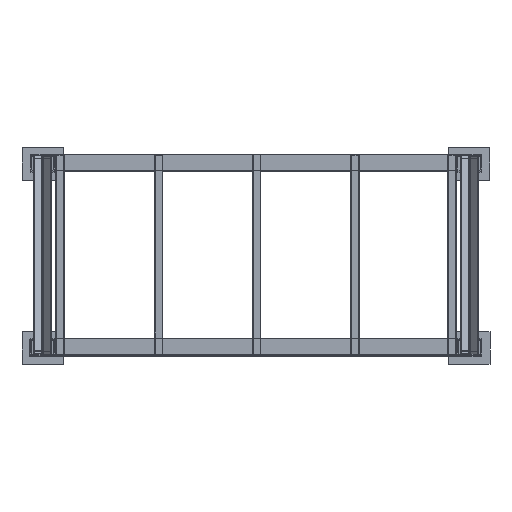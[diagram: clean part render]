
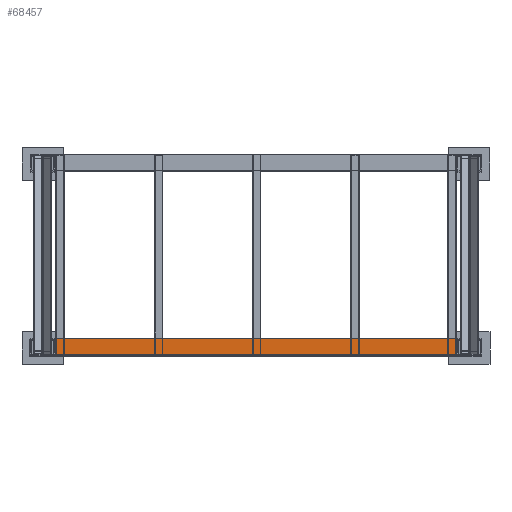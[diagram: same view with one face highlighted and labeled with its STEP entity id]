
A CAD part, top view. The second image highlights one B-rep face of the part: STEP entity #68457.
In plain terms, the highlighted free-form (B-spline) face has degree [1, 1] with [2, 2] control points.
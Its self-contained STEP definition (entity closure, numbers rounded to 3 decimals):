
#68219 = VERTEX_POINT('',#68220);
#68220 = CARTESIAN_POINT('',(-99.459,-44.721,
    6203.531));
#68241 = VERTEX_POINT('',#68242);
#68242 = CARTESIAN_POINT('',(-3236.331,-44.721,
    6203.531));
#68269 = EDGE_CURVE('',#68270,#68272,#68274,.T.);
#68270 = VERTEX_POINT('',#68271);
#68271 = CARTESIAN_POINT('',(-3236.331,-43.951,
    6203.531));
#68272 = VERTEX_POINT('',#68273);
#68273 = CARTESIAN_POINT('',(-3230.684,-43.951,
    6203.531));
#68274 = B_SPLINE_CURVE_WITH_KNOTS('',1,(#68275,#68276),.UNSPECIFIED.,
  .F.,.F.,(2,2),(0.,4.4),.PIECEWISE_BEZIER_KNOTS.);
#68275 = CARTESIAN_POINT('',(-3236.331,-43.951,
    6203.531));
#68276 = CARTESIAN_POINT('',(-3230.684,-43.951,
    6203.531));
#68307 = VERTEX_POINT('',#68308);
#68308 = CARTESIAN_POINT('',(-105.107,-43.951,
    6203.531));
#68316 = EDGE_CURVE('',#68317,#68307,#68319,.T.);
#68317 = VERTEX_POINT('',#68318);
#68318 = CARTESIAN_POINT('',(-99.459,-43.951,
    6203.531));
#68319 = B_SPLINE_CURVE_WITH_KNOTS('',1,(#68320,#68321),.UNSPECIFIED.,
  .F.,.F.,(2,2),(0.,4.4),.PIECEWISE_BEZIER_KNOTS.);
#68320 = CARTESIAN_POINT('',(-99.459,-43.951,
    6203.531));
#68321 = CARTESIAN_POINT('',(-105.107,-43.951,
    6203.531));
#68344 = VERTEX_POINT('',#68345);
#68345 = CARTESIAN_POINT('',(-3230.684,77.981,
    6203.531));
#68352 = EDGE_CURVE('',#68353,#68344,#68355,.T.);
#68353 = VERTEX_POINT('',#68354);
#68354 = CARTESIAN_POINT('',(-105.107,77.981,
    6203.531));
#68355 = B_SPLINE_CURVE_WITH_KNOTS('',1,(#68356,#68357),.UNSPECIFIED.,
  .F.,.F.,(2,2),(-1217.6,1217.6),.PIECEWISE_BEZIER_KNOTS.);
#68356 = CARTESIAN_POINT('',(-105.107,77.981,
    6203.531));
#68357 = CARTESIAN_POINT('',(-3230.684,77.981,
    6203.531));
#68380 = EDGE_CURVE('',#68219,#68317,#68381,.T.);
#68381 = B_SPLINE_CURVE_WITH_KNOTS('',1,(#68382,#68383),.UNSPECIFIED.,
  .F.,.F.,(2,2),(-45.6,-45.),.PIECEWISE_BEZIER_KNOTS.);
#68382 = CARTESIAN_POINT('',(-99.459,-44.721,
    6203.531));
#68383 = CARTESIAN_POINT('',(-99.459,-43.951,
    6203.531));
#68399 = EDGE_CURVE('',#68270,#68241,#68400,.T.);
#68400 = B_SPLINE_CURVE_WITH_KNOTS('',1,(#68401,#68402),.UNSPECIFIED.,
  .F.,.F.,(2,2),(45.,45.6),.PIECEWISE_BEZIER_KNOTS.);
#68401 = CARTESIAN_POINT('',(-3236.331,-43.951,
    6203.531));
#68402 = CARTESIAN_POINT('',(-3236.331,-44.721,
    6203.531));
#68457 = ADVANCED_FACE('',(#68458),#68480,.F.);
#68458 = FACE_BOUND('',#68459,.T.);
#68459 = EDGE_LOOP('',(#68460,#68465,#68466,#68467,#68472,#68473,#68478,
    #68479));
#68460 = ORIENTED_EDGE('',*,*,#68461,.F.);
#68461 = EDGE_CURVE('',#68219,#68241,#68462,.T.);
#68462 = B_SPLINE_CURVE_WITH_KNOTS('',1,(#68463,#68464),.UNSPECIFIED.,
  .F.,.F.,(2,2),(-1222.,1222.),.PIECEWISE_BEZIER_KNOTS.);
#68463 = CARTESIAN_POINT('',(-99.459,-44.721,
    6203.531));
#68464 = CARTESIAN_POINT('',(-3236.331,-44.721,
    6203.531));
#68465 = ORIENTED_EDGE('',*,*,#68380,.T.);
#68466 = ORIENTED_EDGE('',*,*,#68316,.T.);
#68467 = ORIENTED_EDGE('',*,*,#68468,.F.);
#68468 = EDGE_CURVE('',#68353,#68307,#68469,.T.);
#68469 = B_SPLINE_CURVE_WITH_KNOTS('',1,(#68470,#68471),.UNSPECIFIED.,
  .F.,.F.,(2,2),(-50.,45.),.PIECEWISE_BEZIER_KNOTS.);
#68470 = CARTESIAN_POINT('',(-105.107,77.981,
    6203.531));
#68471 = CARTESIAN_POINT('',(-105.107,-43.951,
    6203.531));
#68472 = ORIENTED_EDGE('',*,*,#68352,.T.);
#68473 = ORIENTED_EDGE('',*,*,#68474,.F.);
#68474 = EDGE_CURVE('',#68272,#68344,#68475,.T.);
#68475 = B_SPLINE_CURVE_WITH_KNOTS('',1,(#68476,#68477),.UNSPECIFIED.,
  .F.,.F.,(2,2),(-45.,50.),.PIECEWISE_BEZIER_KNOTS.);
#68476 = CARTESIAN_POINT('',(-3230.684,-43.951,
    6203.531));
#68477 = CARTESIAN_POINT('',(-3230.684,77.981,
    6203.531));
#68478 = ORIENTED_EDGE('',*,*,#68269,.F.);
#68479 = ORIENTED_EDGE('',*,*,#68399,.T.);
#68480 = B_SPLINE_SURFACE_WITH_KNOTS('',1,1,(
    (#68481,#68482)
    ,(#68483,#68484
  )),.UNSPECIFIED.,.F.,.F.,.F.,(2,2),(2,2),(-45.6,50.),(-1222.,
    1222.),.PIECEWISE_BEZIER_KNOTS.);
#68481 = CARTESIAN_POINT('',(-3236.331,-44.721,
    6203.531));
#68482 = CARTESIAN_POINT('',(-99.459,-44.721,
    6203.531));
#68483 = CARTESIAN_POINT('',(-3236.331,77.981,
    6203.531));
#68484 = CARTESIAN_POINT('',(-99.459,77.981,
    6203.531));
